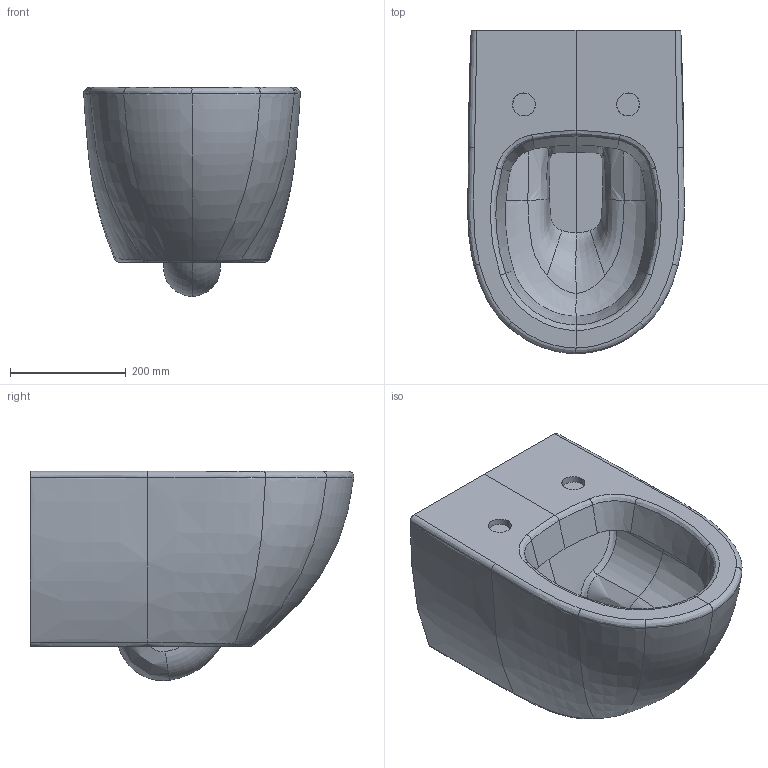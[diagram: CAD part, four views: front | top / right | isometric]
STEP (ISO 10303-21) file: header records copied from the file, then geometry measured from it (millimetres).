
FILE_DESCRIPTION(/* description */ (''),/* implementation_level */ '2;1');
FILE_NAME(/* name */ '560010_Subway_2.0_WWC.stp',/* time_stamp */ '2019-03-11T08:06:59+01:00',/* author */ (''),/* organization */ (''),/* preprocessor_version */ 'ST-DEVELOPER v16',/* originating_system */ 'SIEMENS PLM Software NX 10.0',/* authorisation */ '');
FILE_SCHEMA (('AUTOMOTIVE_DESIGN { 1 0 10303 214 3 1 1 1 }'));
Length unit declared in the file: millimetre
Products named in the file (1): Sier14FCA33E6tlp
Bounding box: 374.96 x 560.05 x 362.31 mm (x, y, z)
Volume: 34438469.2 mm3; surface area: 963634.2 mm2
Topology: 1 solids, 1 shells, 96 faces, 245 edges, 155 vertices
Faces by surface type: bspline 68, cone 14, plane 10, torus 2, cylinder 2
Entity records: 14618 total; most frequent: CARTESIAN_POINT 13025, ORIENTED_EDGE 486, EDGE_CURVE 243, B_SPLINE_CURVE_WITH_KNOTS 211, VERTEX_POINT 155, EDGE_LOOP 102, ADVANCED_FACE 96, FACE_OUTER_BOUND 90
